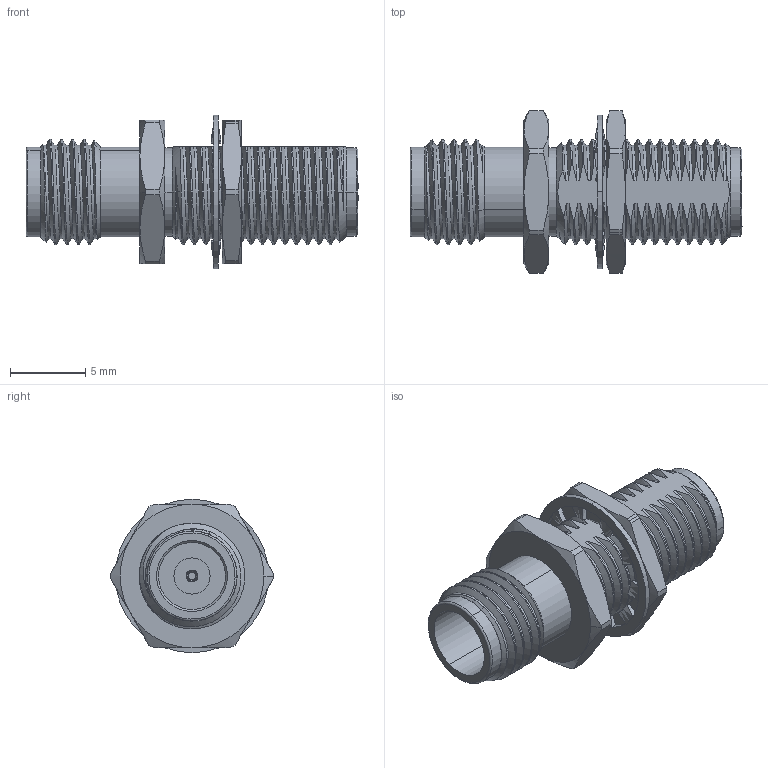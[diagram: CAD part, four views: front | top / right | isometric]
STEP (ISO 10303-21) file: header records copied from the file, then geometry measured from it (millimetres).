
FILE_DESCRIPTION (( 'STEP AP214' ), '1' );
FILE_NAME ('FMAD1159_3D.step', '2025-02-25T16:10:42', ( '' ), ( '' ), 'SwSTEP 2.0', 'SolidWorks 2022', '' );
FILE_SCHEMA (( 'AUTOMOTIVE_DESIGN' ));
Length unit declared in the file: inch
Products named in the file (1): FMAD1159_3D
Bounding box: 22 x 10.79 x 10.16 mm (x, y, z)
Volume: 688 mm3; surface area: 1218.7 mm2
Topology: 3 solids, 3 shells, 327 faces, 934 edges, 623 vertices
Faces by surface type: cylinder 116, bspline 94, plane 61, cone 54, torus 2
Entity records: 38960 total; most frequent: CARTESIAN_POINT 31527, ORIENTED_EDGE 1868, DIRECTION 1141, EDGE_CURVE 934, VERTEX_POINT 623, AXIS2_PLACEMENT_3D 449, B_SPLINE_CURVE_WITH_KNOTS 361, EDGE_LOOP 341
